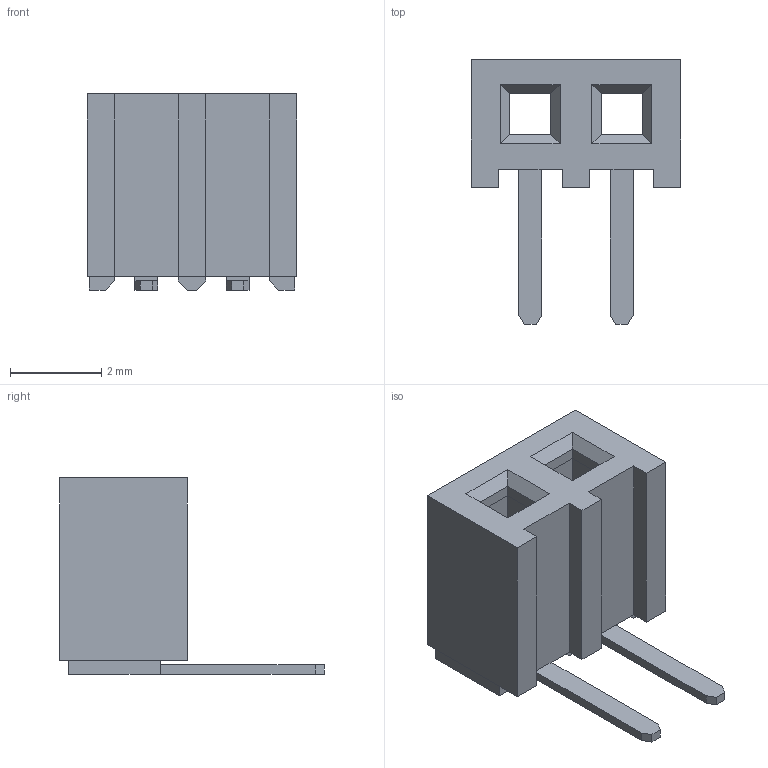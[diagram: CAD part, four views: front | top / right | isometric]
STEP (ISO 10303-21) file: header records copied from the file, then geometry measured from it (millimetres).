
FILE_DESCRIPTION(/* description */ ('STEP AP203'),/* implementation_level */ '2;1');
FILE_NAME(/* name */ 'BF086-02-A-0300-N-D',/* time_stamp */ '2025-01-03T14:45:48+01:00',/* author */ ('License CC BY-ND 4.0'),/* organization */ ('CADENAS'),/* preprocessor_version */ 'ST-DEVELOPER v19.3',/* originating_system */ 'PARTsolutions',/* authorisation */ ' ');
FILE_SCHEMA (('CONFIG_CONTROL_DESIGN'));
Length unit declared in the file: millimetre
Products named in the file (3): BF086-02-A-0300-N-D; BF086-02-A-0300-N-D_H; BF086-02-A-0300-N-D_P
Assembly tree (3 placements, depth 2):
  BF086-02-A-0300-N-D
    BF086-02-A-0300-N-D_H
    BF086-02-A-0300-N-D_P  x2
Bounding box: 4.6 x 5.8 x 4.3 mm (x, y, z)
Volume: 34.8 mm3; surface area: 143.5 mm2
Topology: 3 solids, 3 shells, 81 faces, 202 edges, 132 vertices
Faces by surface type: plane 79, cylinder 2
Entity records: 2129 total; most frequent: CARTESIAN_POINT 363, ORIENTED_EDGE 350, DIRECTION 325, EDGE_CURVE 175, LINE 173, VECTOR 173, VERTEX_POINT 114, EDGE_LOOP 79
